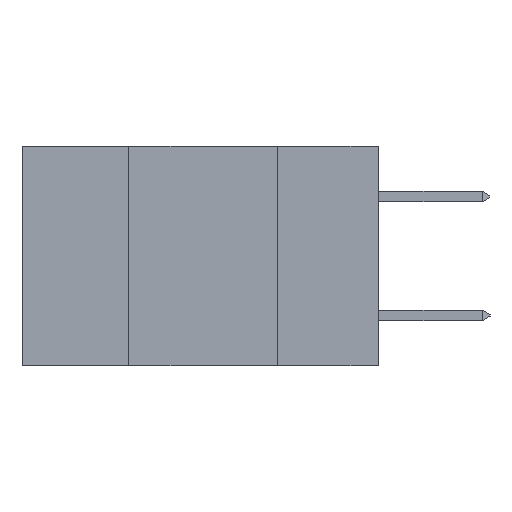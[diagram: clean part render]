
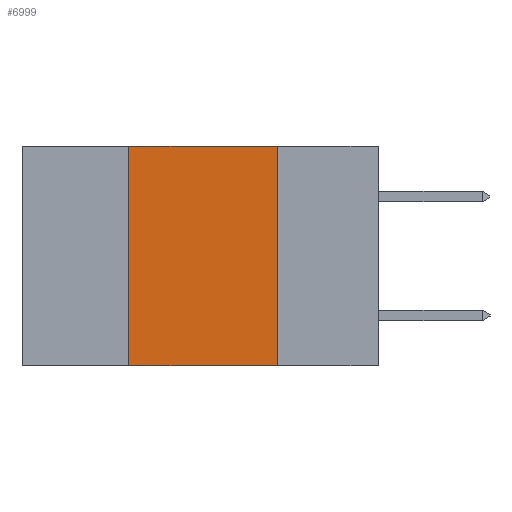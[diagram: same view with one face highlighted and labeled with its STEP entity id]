
A CAD part, left-side view. The second image highlights one B-rep face of the part: STEP entity #6999.
In plain terms, the highlighted planar face has unit normal (-1, 0, 0).
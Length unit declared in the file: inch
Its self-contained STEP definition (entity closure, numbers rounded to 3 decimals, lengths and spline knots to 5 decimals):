
#572 = LINE ( 'NONE', #13021, #11435 ) ;
#822 = DIRECTION ( 'NONE',  ( 0., -1., 0. ) ) ;
#900 = VECTOR ( 'NONE', #1089, 39.37008 ) ;
#911 = DIRECTION ( 'NONE',  ( 0., 0., -1. ) ) ;
#1089 = DIRECTION ( 'NONE',  ( 0., -1., 0. ) ) ;
#3916 = EDGE_LOOP ( 'NONE', ( #4618, #5833, #19275, #9503 ) ) ;
#4618 = ORIENTED_EDGE ( 'NONE', *, *, #24134, .F. ) ;
#5187 = PLANE ( 'NONE',  #6508 ) ;
#5207 = CARTESIAN_POINT ( 'NONE',  ( 0., 0.17, 0. ) ) ;
#5833 = ORIENTED_EDGE ( 'NONE', *, *, #13250, .F. ) ;
#6508 = AXIS2_PLACEMENT_3D ( 'NONE', #19247, #7220, #21221 ) ;
#6999 = ADVANCED_FACE ( 'NONE', ( #20178 ), #5187, .F. ) ;
#7220 = DIRECTION ( 'NONE',  ( 1., 0., 0. ) ) ;
#7521 = EDGE_CURVE ( 'NONE', #22498, #21978, #19543, .T. ) ;
#8623 = DIRECTION ( 'NONE',  ( 0., 0., 1. ) ) ;
#8908 = VECTOR ( 'NONE', #8623, 39.37008 ) ;
#9503 = ORIENTED_EDGE ( 'NONE', *, *, #19095, .T. ) ;
#9636 = CARTESIAN_POINT ( 'NONE',  ( 0., 0.42, 0. ) ) ;
#11265 = CARTESIAN_POINT ( 'NONE',  ( 0., 0.6, 0. ) ) ;
#11435 = VECTOR ( 'NONE', #822, 39.37008 ) ;
#12840 = LINE ( 'NONE', #24922, #22774 ) ;
#13021 = CARTESIAN_POINT ( 'NONE',  ( 0., 0.6, -0.37 ) ) ;
#13250 = EDGE_CURVE ( 'NONE', #21978, #19223, #22939, .T. ) ;
#16045 = CARTESIAN_POINT ( 'NONE',  ( 0., 0.42, -0.37 ) ) ;
#16690 = VERTEX_POINT ( 'NONE', #19753 ) ;
#18617 = CARTESIAN_POINT ( 'NONE',  ( 0., 0.42, -0.37 ) ) ;
#19095 = EDGE_CURVE ( 'NONE', #22498, #16690, #572, .T. ) ;
#19223 = VERTEX_POINT ( 'NONE', #5207 ) ;
#19247 = CARTESIAN_POINT ( 'NONE',  ( 0., 0.6, 0. ) ) ;
#19275 = ORIENTED_EDGE ( 'NONE', *, *, #7521, .F. ) ;
#19543 = LINE ( 'NONE', #18617, #8908 ) ;
#19753 = CARTESIAN_POINT ( 'NONE',  ( 0., 0.17, -0.37 ) ) ;
#20178 = FACE_OUTER_BOUND ( 'NONE', #3916, .T. ) ;
#21221 = DIRECTION ( 'NONE',  ( 0., 0., -1. ) ) ;
#21978 = VERTEX_POINT ( 'NONE', #9636 ) ;
#22498 = VERTEX_POINT ( 'NONE', #16045 ) ;
#22774 = VECTOR ( 'NONE', #911, 39.37008 ) ;
#22939 = LINE ( 'NONE', #11265, #900 ) ;
#24134 = EDGE_CURVE ( 'NONE', #19223, #16690, #12840, .T. ) ;
#24922 = CARTESIAN_POINT ( 'NONE',  ( 0., 0.17, -0.37 ) ) ;
